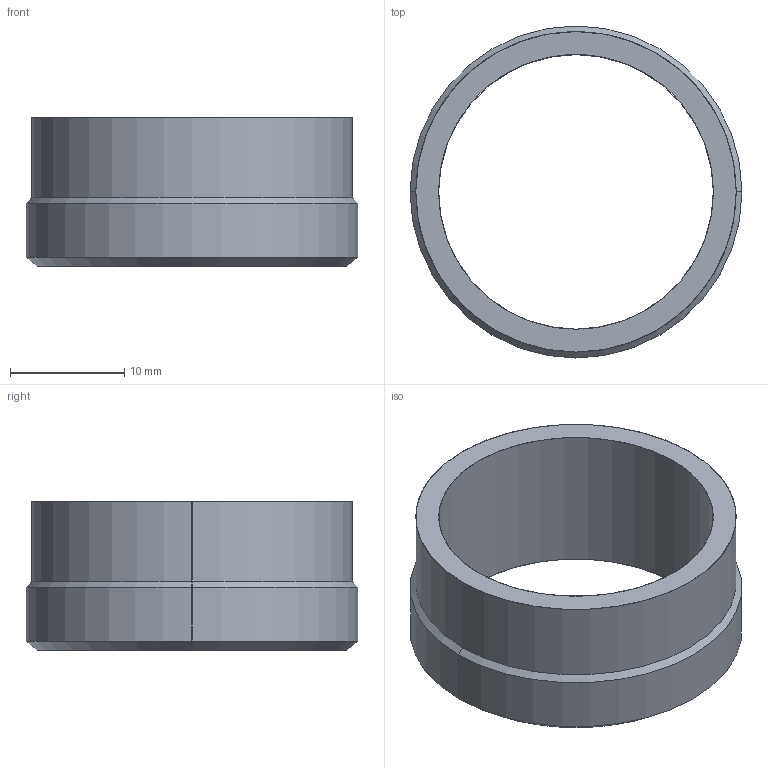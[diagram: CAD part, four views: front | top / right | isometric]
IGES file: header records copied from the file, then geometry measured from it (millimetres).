
Start section: SolidWorks IGES file using analytic representation for surfaces
Global section: file name: 113_AW-R1_R1B.IGS; native system: SolidWorks 2019; preprocessor: SolidWorks 2019; author: 1003660; date: 210115.170953; units: millimetre
Bounding box: 29 x 29 x 13 mm (x, y, z)
Surface area: 2483.6 mm2 (no closed solid volume)
Topology: 0 solids, 0 shells, 12 faces, 200 edges, 200 vertices
Faces by surface type: revolution 10, bspline 2
